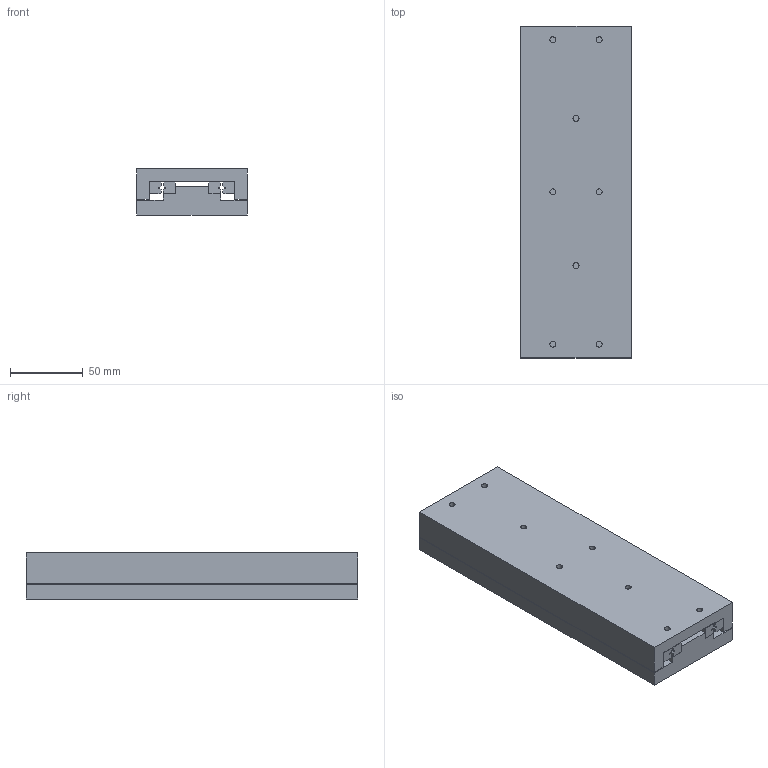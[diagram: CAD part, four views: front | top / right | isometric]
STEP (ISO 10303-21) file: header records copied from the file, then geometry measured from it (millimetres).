
FILE_DESCRIPTION((''),'2;1');
FILE_NAME('X-AC-3-9-8.stp','2003-08-22T12:58:46',('raulmb'),(''),'Autodesk Inventor (tm) 5.3','Autodesk Inventor (tm) 5.3','');
FILE_SCHEMA(('CONFIG_CONTROL_DESIGN'));
Length unit declared in the file: inch
Products named in the file (7): X-AC-3-9-8; X-AC-3-9-8 BOTTOM-PLATE; X-AC-3-9-8 TOP-PLATE; X-AC-3-9-8 RAIL-1; X-AC-3-9-8 RAIL-2; X-AC-3-9-8 RAIL-A; X-AC-3-9-8 RAIL-B
Assembly tree (6 placements, depth 2):
  X-AC-3-9-8
    X-AC-3-9-8 BOTTOM-PLATE
    X-AC-3-9-8 TOP-PLATE
    X-AC-3-9-8 RAIL-1
    X-AC-3-9-8 RAIL-2
    X-AC-3-9-8 RAIL-A
    X-AC-3-9-8 RAIL-B
Bounding box: 76.2 x 228.62 x 31.76 mm (x, y, z)
Volume: 497603.1 mm3; surface area: 129838.9 mm2
Topology: 6 solids, 6 shells, 128 faces, 336 edges, 224 vertices
Faces by surface type: plane 92, bspline 36
Entity records: 5301 total; most frequent: CARTESIAN_POINT 1257, ORIENTED_EDGE 672, DIRECTION 610, EDGE_CURVE 336, VECTOR 272, LINE 272, VERTEX_POINT 224, AXIS2_PLACEMENT_3D 169
